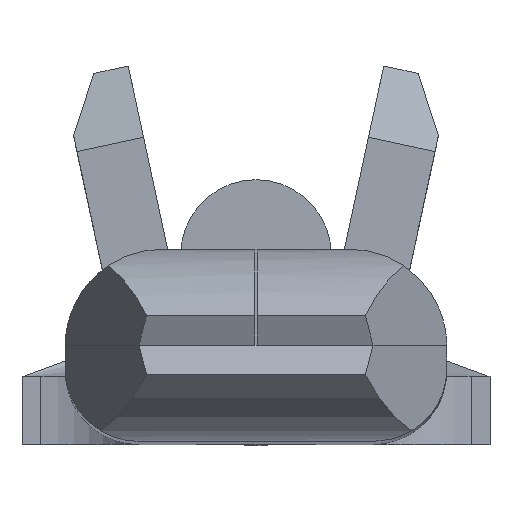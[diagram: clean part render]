
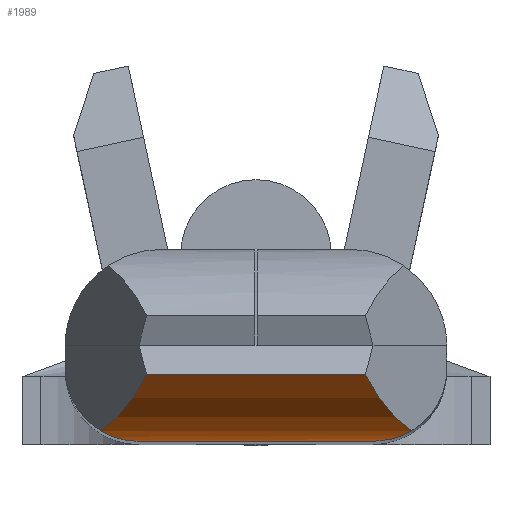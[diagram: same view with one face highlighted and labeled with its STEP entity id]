
A CAD part, top view. The second image highlights one B-rep face of the part: STEP entity #1989.
In plain terms, the highlighted cylindrical face has radius 2.012 mm (diameter 4.024 mm), a partial arc.
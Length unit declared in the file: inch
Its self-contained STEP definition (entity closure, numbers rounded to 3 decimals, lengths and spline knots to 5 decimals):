
#11 = ORIENTED_EDGE ( 'NONE', *, *, #1487, .F. ) ;
#51 =( BOUNDED_CURVE ( )  B_SPLINE_CURVE ( 3, ( #2691, #4422, #550, #2272 ),
 .UNSPECIFIED., .F., .T. ) 
 B_SPLINE_CURVE_WITH_KNOTS ( ( 4, 4 ),
 ( 3.85286, 4.37958 ),
 .UNSPECIFIED. ) 
 CURVE ( )  GEOMETRIC_REPRESENTATION_ITEM ( )  RATIONAL_B_SPLINE_CURVE ( ( 1., 0.977, 0.977, 1. ) ) 
 REPRESENTATION_ITEM ( '' )  );
#74 = VERTEX_POINT ( 'NONE', #3517 ) ;
#154 = CARTESIAN_POINT ( 'NONE',  ( 0.0485, -0.059, 1.093 ) ) ;
#157 = VECTOR ( 'NONE', #2773, 39.37008 ) ;
#159 = EDGE_CURVE ( 'NONE', #5065, #1757, #5042, .T. ) ;
#175 = ORIENTED_EDGE ( 'NONE', *, *, #2401, .F. ) ;
#388 = CARTESIAN_POINT ( 'NONE',  ( 0.045, -0.0315, 1.153 ) ) ;
#533 = DIRECTION ( 'NONE',  ( 0., 0., -1. ) ) ;
#550 = CARTESIAN_POINT ( 'NONE',  ( 0.05663, -0.05006, 1.13217 ) ) ;
#586 = DIRECTION ( 'NONE',  ( 1., 0., 0. ) ) ;
#949 = CYLINDRICAL_SURFACE ( 'NONE', #3761, 0.0792 ) ;
#1052 = CARTESIAN_POINT ( 'NONE',  ( -0.25, -0.059, 1.093 ) ) ;
#1081 = CARTESIAN_POINT ( 'NONE',  ( -0.05013, -0.04216, 1.14382 ) ) ;
#1200 = VERTEX_POINT ( 'NONE', #1973 ) ;
#1379 = CARTESIAN_POINT ( 'NONE',  ( -0.05388, -0.059, 1.10174 ) ) ;
#1460 = CARTESIAN_POINT ( 'NONE',  ( 0.06162, -0.05613, 1.11461 ) ) ;
#1487 = EDGE_CURVE ( 'NONE', #74, #1703, #2725, .T. ) ;
#1600 = B_SPLINE_CURVE_WITH_KNOTS ( 'NONE', 3,
 ( #3520, #5244, #1379, #3095 ),
 .UNSPECIFIED., .F., .F.,
 ( 4, 4 ),
 ( 0.00113, 0.00191 ),
 .UNSPECIFIED. ) ;
#1703 = VERTEX_POINT ( 'NONE', #388 ) ;
#1757 = VERTEX_POINT ( 'NONE', #4311 ) ;
#1880 = CARTESIAN_POINT ( 'NONE',  ( 0.05116, -0.059, 1.09733 ) ) ;
#1954 = CARTESIAN_POINT ( 'NONE',  ( -0.06405, -0.05465, 1.11888 ) ) ;
#1973 = CARTESIAN_POINT ( 'NONE',  ( -0.0485, -0.059, 1.093 ) ) ;
#1980 = EDGE_CURVE ( 'NONE', #2506, #1200, #1600, .T. ) ;
#1989 = ADVANCED_FACE ( 'NONE', ( #4819 ), #949, .T. ) ;
#2030 = ORIENTED_EDGE ( 'NONE', *, *, #3688, .F. ) ;
#2043 = VECTOR ( 'NONE', #586, 39.37008 ) ;
#2272 = CARTESIAN_POINT ( 'NONE',  ( 0.06405, -0.05465, 1.11888 ) ) ;
#2401 = EDGE_CURVE ( 'NONE', #1703, #1757, #51, .T. ) ;
#2452 = EDGE_CURVE ( 'NONE', #1200, #5065, #4922, .T. ) ;
#2506 = VERTEX_POINT ( 'NONE', #1954 ) ;
#2612 = ORIENTED_EDGE ( 'NONE', *, *, #159, .T. ) ;
#2670 = CARTESIAN_POINT ( 'NONE',  ( -0.25, 0.0202, 1.093 ) ) ;
#2691 = CARTESIAN_POINT ( 'NONE',  ( 0.045, -0.0315, 1.153 ) ) ;
#2725 = LINE ( 'NONE', #4457, #2043 ) ;
#2773 = DIRECTION ( 'NONE',  ( 1., 0., 0. ) ) ;
#2797 = CARTESIAN_POINT ( 'NONE',  ( -0.045, -0.0315, 1.153 ) ) ;
#2803 = ORIENTED_EDGE ( 'NONE', *, *, #2452, .T. ) ;
#3095 = CARTESIAN_POINT ( 'NONE',  ( -0.0485, -0.059, 1.093 ) ) ;
#3178 = CARTESIAN_POINT ( 'NONE',  ( 0.06405, -0.05465, 1.11888 ) ) ;
#3221 = CARTESIAN_POINT ( 'NONE',  ( -0.06405, -0.05465, 1.11888 ) ) ;
#3515 =( BOUNDED_CURVE ( )  B_SPLINE_CURVE ( 3, ( #3221, #4949, #1081, #2797 ),
 .UNSPECIFIED., .F., .T. ) 
 B_SPLINE_CURVE_WITH_KNOTS ( ( 4, 4 ),
 ( 5.0452, 5.57191 ),
 .UNSPECIFIED. ) 
 CURVE ( )  GEOMETRIC_REPRESENTATION_ITEM ( )  RATIONAL_B_SPLINE_CURVE ( ( 1., 0.977, 0.977, 1. ) ) 
 REPRESENTATION_ITEM ( '' )  );
#3517 = CARTESIAN_POINT ( 'NONE',  ( -0.045, -0.0315, 1.153 ) ) ;
#3520 = CARTESIAN_POINT ( 'NONE',  ( -0.06405, -0.05465, 1.11888 ) ) ;
#3533 = CARTESIAN_POINT ( 'NONE',  ( 0.0485, -0.059, 1.093 ) ) ;
#3600 = CARTESIAN_POINT ( 'NONE',  ( 0.05387, -0.05864, 1.10173 ) ) ;
#3688 = EDGE_CURVE ( 'NONE', #2506, #74, #3515, .T. ) ;
#3761 = AXIS2_PLACEMENT_3D ( 'NONE', #2670, #4400, #533 ) ;
#4256 = EDGE_LOOP ( 'NONE', ( #175, #11, #2030, #5333, #2803, #2612 ) ) ;
#4311 = CARTESIAN_POINT ( 'NONE',  ( 0.06405, -0.05465, 1.11888 ) ) ;
#4400 = DIRECTION ( 'NONE',  ( 1., 0., 0. ) ) ;
#4422 = CARTESIAN_POINT ( 'NONE',  ( 0.05013, -0.04216, 1.14382 ) ) ;
#4457 = CARTESIAN_POINT ( 'NONE',  ( -0.25, -0.0315, 1.153 ) ) ;
#4819 = FACE_OUTER_BOUND ( 'NONE', #4256, .T. ) ;
#4922 = LINE ( 'NONE', #1052, #157 ) ;
#4949 = CARTESIAN_POINT ( 'NONE',  ( -0.05663, -0.05006, 1.13217 ) ) ;
#5042 = B_SPLINE_CURVE_WITH_KNOTS ( 'NONE', 3,
 ( #154, #1880, #3600, #5329, #1460, #3178 ),
 .UNSPECIFIED., .F., .F.,
 ( 4, 2, 4 ),
 ( -0.00001, 0.00038, 0.00077 ),
 .UNSPECIFIED. ) ;
#5065 = VERTEX_POINT ( 'NONE', #3533 ) ;
#5244 = CARTESIAN_POINT ( 'NONE',  ( -0.05919, -0.0576, 1.11035 ) ) ;
#5329 = CARTESIAN_POINT ( 'NONE',  ( 0.05908, -0.0572, 1.11034 ) ) ;
#5333 = ORIENTED_EDGE ( 'NONE', *, *, #1980, .T. ) ;
